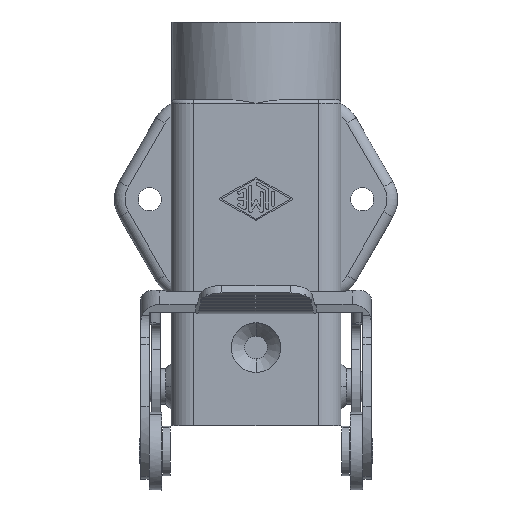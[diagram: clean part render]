
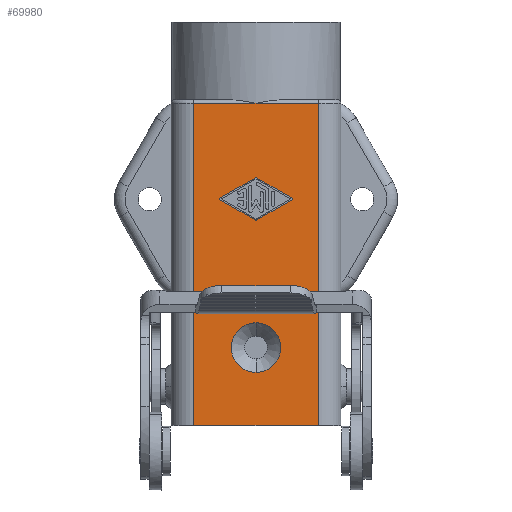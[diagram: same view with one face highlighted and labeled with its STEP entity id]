
A CAD part, top view. The second image highlights one B-rep face of the part: STEP entity #69980.
In plain terms, the highlighted face is planar.
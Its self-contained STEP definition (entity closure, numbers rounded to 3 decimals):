
#1170=CARTESIAN_POINT('',(0.2,27.8,0.));
#1180=VERTEX_POINT('',#1170);
#1210=CARTESIAN_POINT('',(-3.,27.8,0.));
#1220=DIRECTION('',(1.,0.,0.));
#1230=VECTOR('',#1220,1.);
#1240=LINE('',#1210,#1230);
#1250=CARTESIAN_POINT('',(17.8,27.8,0.));
#1260=VERTEX_POINT('',#1250);
#1270=EDGE_CURVE('',#1180,#1260,#1240,.T.);
#4920=CARTESIAN_POINT('',(9.,27.8,-45.5));
#4930=VERTEX_POINT('',#4920);
#5110=CARTESIAN_POINT('',(17.8,27.8,-45.5));
#5120=VERTEX_POINT('',#5110);
#5150=CARTESIAN_POINT('',(0.,27.8,-45.5));
#5160=DIRECTION('',(1.,0.,0.));
#5170=VECTOR('',#5160,1.);
#5180=LINE('',#5150,#5170);
#5190=EDGE_CURVE('',#4930,#5120,#5180,.T.);
#7890=CARTESIAN_POINT('',(0.2,27.8,-45.5));
#7900=VERTEX_POINT('',#7890);
#7910=EDGE_CURVE('',#7900,#4930,#5180,.T.);
#68910=CARTESIAN_POINT('',(-3.,27.8,0.));
#68920=DIRECTION('',(-0.,-1.,-0.));
#68930=DIRECTION('',(-1.,0.,0.));
#68940=AXIS2_PLACEMENT_3D('',#68910,#68920,#68930);
#68950=PLANE('',#68940);
#68960=ORIENTED_EDGE('',*,*,#1270,.T.);
#68970=CARTESIAN_POINT('',(0.2,27.8,0.));
#68980=DIRECTION('',(0.,0.,-1.));
#68990=VECTOR('',#68980,1.);
#69000=LINE('',#68970,#68990);
#69010=EDGE_CURVE('',#1180,#7900,#69000,.T.);
#69020=ORIENTED_EDGE('',*,*,#69010,.F.);
#69030=ORIENTED_EDGE('',*,*,#7910,.F.);
#69040=ORIENTED_EDGE('',*,*,#5190,.F.);
#69050=CARTESIAN_POINT('',(17.8,27.8,0.));
#69060=DIRECTION('',(0.,0.,-1.));
#69070=VECTOR('',#69060,1.);
#69080=LINE('',#69050,#69070);
#69090=EDGE_CURVE('',#1260,#5120,#69080,.T.);
#69100=ORIENTED_EDGE('',*,*,#69090,.T.);
#69110=EDGE_LOOP('',(#69100,#69040,#69030,#69020,#68960));
#69120=FACE_OUTER_BOUND('',#69110,.T.);
#69130=CARTESIAN_POINT('',(9.,27.8,-11.));
#69140=DIRECTION('',(0.,-1.,0.));
#69150=DIRECTION('',(0.,0.,1.));
#69160=AXIS2_PLACEMENT_3D('',#69130,#69140,#69150);
#69170=CIRCLE('',#69160,3.5);
#69180=CARTESIAN_POINT('',(9.,27.8,-7.5));
#69190=VERTEX_POINT('',#69180);
#69200=CARTESIAN_POINT('',(9.,27.8,-14.5));
#69210=VERTEX_POINT('',#69200);
#69220=EDGE_CURVE('',#69190,#69210,#69170,.T.);
#69230=ORIENTED_EDGE('',*,*,#69220,.T.);
#69240=EDGE_CURVE('',#69210,#69190,#69170,.T.);
#69250=ORIENTED_EDGE('',*,*,#69240,.T.);
#69260=EDGE_LOOP('',(#69250,#69230));
#69270=FACE_BOUND('',#69260,.T.);
#69280=CARTESIAN_POINT('',(14.1,27.8,-32.));
#69290=DIRECTION('',(0.,1.,0.));
#69300=DIRECTION('',(-1.,0.,0.));
#69310=AXIS2_PLACEMENT_3D('',#69280,#69290,#69300);
#69320=CIRCLE('',#69310,0.1);
#69330=CARTESIAN_POINT('',(14.15,27.8,-31.913));
#69340=VERTEX_POINT('',#69330);
#69350=CARTESIAN_POINT('',(14.15,27.8,-32.087));
#69360=VERTEX_POINT('',#69350);
#69370=EDGE_CURVE('',#69340,#69360,#69320,.T.);
#69380=ORIENTED_EDGE('',*,*,#69370,.F.);
#69390=CARTESIAN_POINT('',(0.,27.8,-40.175));
#69400=DIRECTION('',(0.868,0.,0.496));
#69410=VECTOR('',#69400,1.);
#69420=LINE('',#69390,#69410);
#69430=CARTESIAN_POINT('',(9.099,27.8,-34.974));
#69440=VERTEX_POINT('',#69430);
#69450=EDGE_CURVE('',#69440,#69360,#69420,.T.);
#69460=ORIENTED_EDGE('',*,*,#69450,.T.);
#69470=CARTESIAN_POINT('',(9.,27.8,-34.8));
#69480=DIRECTION('',(0.,1.,0.));
#69490=DIRECTION('',(-1.,0.,0.));
#69500=AXIS2_PLACEMENT_3D('',#69470,#69480,#69490);
#69510=CIRCLE('',#69500,0.2);
#69520=CARTESIAN_POINT('',(8.901,27.8,-34.974));
#69530=VERTEX_POINT('',#69520);
#69540=EDGE_CURVE('',#69440,#69530,#69510,.T.);
#69550=ORIENTED_EDGE('',*,*,#69540,.F.);
#69560=CARTESIAN_POINT('',(0.,27.8,-29.886));
#69570=DIRECTION('',(0.868,0.,-0.496));
#69580=VECTOR('',#69570,1.);
#69590=LINE('',#69560,#69580);
#69600=CARTESIAN_POINT('',(3.85,27.8,-32.087));
#69610=VERTEX_POINT('',#69600);
#69620=EDGE_CURVE('',#69610,#69530,#69590,.T.);
#69630=ORIENTED_EDGE('',*,*,#69620,.T.);
#69640=CARTESIAN_POINT('',(3.9,27.8,-32.));
#69650=DIRECTION('',(0.,1.,0.));
#69660=DIRECTION('',(-1.,0.,0.));
#69670=AXIS2_PLACEMENT_3D('',#69640,#69650,#69660);
#69680=CIRCLE('',#69670,0.1);
#69690=CARTESIAN_POINT('',(3.85,27.8,-31.913));
#69700=VERTEX_POINT('',#69690);
#69710=EDGE_CURVE('',#69610,#69700,#69680,.T.);
#69720=ORIENTED_EDGE('',*,*,#69710,.F.);
#69730=CARTESIAN_POINT('',(0.,27.8,-34.114));
#69740=DIRECTION('',(-0.868,0.,-0.496));
#69750=VECTOR('',#69740,1.);
#69760=LINE('',#69730,#69750);
#69770=CARTESIAN_POINT('',(8.901,27.8,-29.026));
#69780=VERTEX_POINT('',#69770);
#69790=EDGE_CURVE('',#69780,#69700,#69760,.T.);
#69800=ORIENTED_EDGE('',*,*,#69790,.T.);
#69810=CARTESIAN_POINT('',(9.,27.8,-29.2));
#69820=DIRECTION('',(0.,1.,0.));
#69830=DIRECTION('',(-1.,0.,0.));
#69840=AXIS2_PLACEMENT_3D('',#69810,#69820,#69830);
#69850=CIRCLE('',#69840,0.2);
#69860=CARTESIAN_POINT('',(9.099,27.8,-29.026));
#69870=VERTEX_POINT('',#69860);
#69880=EDGE_CURVE('',#69780,#69870,#69850,.T.);
#69890=ORIENTED_EDGE('',*,*,#69880,.F.);
#69900=CARTESIAN_POINT('',(0.,27.8,-23.825));
#69910=DIRECTION('',(-0.868,0.,0.496));
#69920=VECTOR('',#69910,1.);
#69930=LINE('',#69900,#69920);
#69940=EDGE_CURVE('',#69340,#69870,#69930,.T.);
#69950=ORIENTED_EDGE('',*,*,#69940,.T.);
#69960=EDGE_LOOP('',(#69950,#69890,#69800,#69720,#69630,#69550,#69460,
#69380));
#69970=FACE_BOUND('',#69960,.T.);
#69980=ADVANCED_FACE('',(#69120,#69270,#69970),#68950,.F.);
